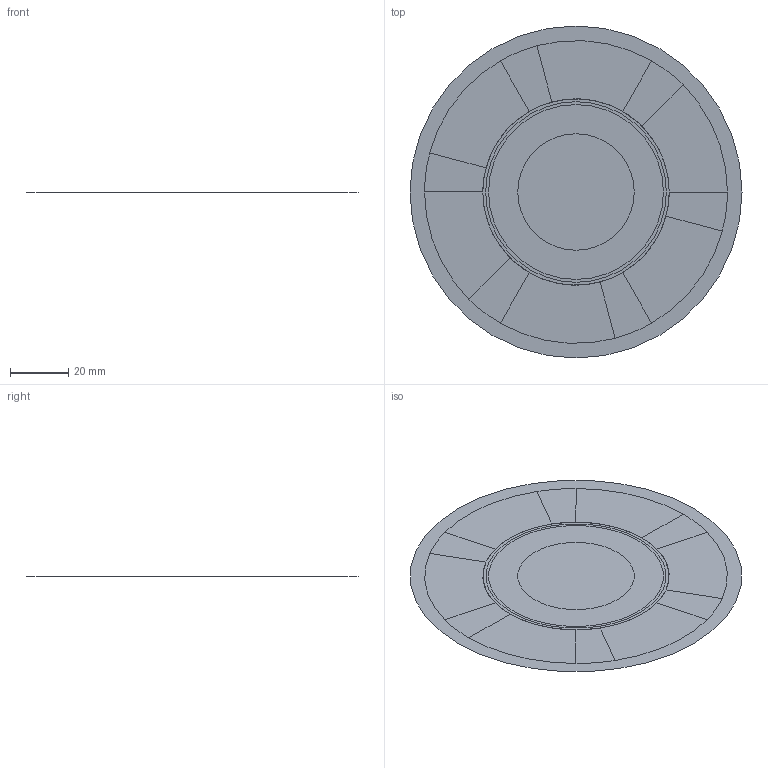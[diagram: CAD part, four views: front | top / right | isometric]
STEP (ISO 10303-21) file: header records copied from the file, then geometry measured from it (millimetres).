
FILE_DESCRIPTION(('Open CASCADE Model'),'2;1');
FILE_NAME('Open CASCADE Shape Model','2025-07-15T14:03:41',('Author'),( 'Open CASCADE'),'Open CASCADE STEP processor 7.5','Open CASCADE 7.5' ,'Unknown');
FILE_SCHEMA(('AUTOMOTIVE_DESIGN { 1 0 10303 214 1 1 1 1 }'));
Length unit declared in the file: metre
Products named in the file (20): Open CASCADE STEP translator 7.5 2; Open CASCADE STEP translator 7.5 2.1; Open CASCADE STEP translator 7.5 2.1.1; Open CASCADE STEP translator 7.5 2.1.2; Open CASCADE STEP translator 7.5 2.1.3; Open CASCADE STEP translator 7.5 2.2; Open CASCADE STEP translator 7.5 2.2.1; Open CASCADE STEP translator 7.5 2.2.2; Open CASCADE STEP translator 7.5 2.2.3; Open CASCADE STEP translator 7.5 2.2.4; Open CASCADE STEP translator 7.5 2.2.5; Open CASCADE STEP translator 7.5 2.2.6; Open CASCADE STEP translator 7.5 2.2.7; Open CASCADE STEP translator 7.5 2.2.8; Open CASCADE STEP translator 7.5 2.2.9; Open CASCADE STEP translator 7.5 2.2.10; Open CASCADE STEP translator 7.5 2.2.11; Open CASCADE STEP translator 7.5 2.2.12; Open CASCADE STEP translator 7.5 2.2.13; Open CASCADE STEP translator 7.5 2.2.14
Assembly tree (19 placements, depth 3):
  Open CASCADE STEP translator 7.5 2
    Open CASCADE STEP translator 7.5 2.1
      Open CASCADE STEP translator 7.5 2.1.1
      Open CASCADE STEP translator 7.5 2.1.2
      Open CASCADE STEP translator 7.5 2.1.3
    Open CASCADE STEP translator 7.5 2.2
      Open CASCADE STEP translator 7.5 2.2.1
      Open CASCADE STEP translator 7.5 2.2.2
      Open CASCADE STEP translator 7.5 2.2.3
      Open CASCADE STEP translator 7.5 2.2.4
      Open CASCADE STEP translator 7.5 2.2.5
      Open CASCADE STEP translator 7.5 2.2.6
      Open CASCADE STEP translator 7.5 2.2.7
      Open CASCADE STEP translator 7.5 2.2.8
      Open CASCADE STEP translator 7.5 2.2.9
      Open CASCADE STEP translator 7.5 2.2.10
      Open CASCADE STEP translator 7.5 2.2.11
      Open CASCADE STEP translator 7.5 2.2.12
      Open CASCADE STEP translator 7.5 2.2.13
      Open CASCADE STEP translator 7.5 2.2.14
Bounding box: 114 x 114 x 0 mm (x, y, z)
Surface area: 10210.1 mm2 (no closed solid volume)
Topology: 0 solids, 17 shells, 17 faces, 68 edges, 68 vertices
Faces by surface type: plane 17
Entity records: 1600 total; most frequent: DIRECTION 254, CARTESIAN_POINT 241, CIRCLE 88, AXIS2_PLACEMENT_3D 81, ORIENTED_EDGE 68, EDGE_CURVE 68, VERTEX_POINT 68, SURFACE_CURVE 68
